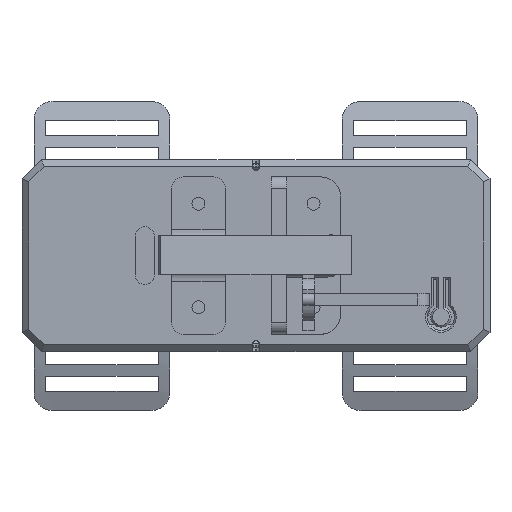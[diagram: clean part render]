
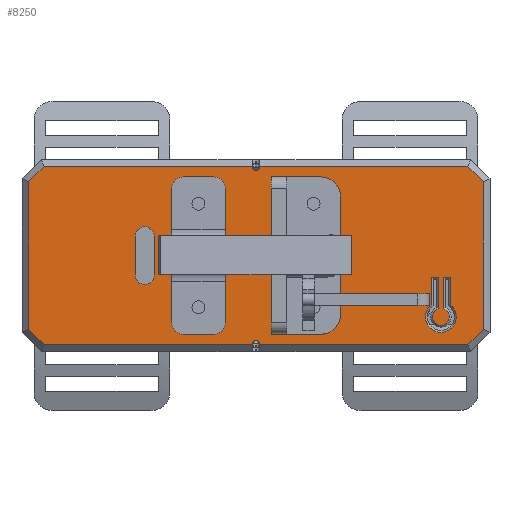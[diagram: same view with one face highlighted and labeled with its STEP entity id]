
A CAD part, top view. The second image highlights one B-rep face of the part: STEP entity #8250.
In plain terms, the highlighted planar face has unit normal (0, 0, 1).
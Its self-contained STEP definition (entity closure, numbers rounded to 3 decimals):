
#105=FACE_BOUND('',#1165,.T.);
#106=FACE_BOUND('',#1166,.T.);
#107=FACE_BOUND('',#1167,.T.);
#108=FACE_BOUND('',#1168,.T.);
#109=FACE_BOUND('',#1169,.T.);
#110=FACE_BOUND('',#1170,.T.);
#332=PLANE('',#8882);
#694=FACE_OUTER_BOUND('',#1164,.T.);
#1164=EDGE_LOOP('',(#6358,#6359,#6360,#6361,#6362,#6363,#6364,#6365,#6366,
#6367,#6368,#6369));
#1165=EDGE_LOOP('',(#6370));
#1166=EDGE_LOOP('',(#6371));
#1167=EDGE_LOOP('',(#6372,#6373,#6374,#6375));
#1168=EDGE_LOOP('',(#6376));
#1169=EDGE_LOOP('',(#6377));
#1170=EDGE_LOOP('',(#6378,#6379,#6380,#6381,#6382,#6383,#6384,#6385));
#1801=LINE('',#12741,#2641);
#1804=LINE('',#12747,#2644);
#1808=LINE('',#12770,#2648);
#1810=LINE('',#12773,#2650);
#1813=LINE('',#12779,#2653);
#1816=LINE('',#12783,#2656);
#1825=LINE('',#12807,#2665);
#1826=LINE('',#12809,#2666);
#1827=LINE('',#12811,#2667);
#1828=LINE('',#12813,#2668);
#1829=LINE('',#12815,#2669);
#1830=LINE('',#12819,#2670);
#1831=LINE('',#12821,#2671);
#1832=LINE('',#12823,#2672);
#1833=LINE('',#12825,#2673);
#1834=LINE('',#12826,#2674);
#1835=LINE('',#12833,#2675);
#1836=LINE('',#12837,#2676);
#2641=VECTOR('',#10201,10.);
#2644=VECTOR('',#10206,10.);
#2648=VECTOR('',#10218,10.);
#2650=VECTOR('',#10222,10.);
#2653=VECTOR('',#10227,10.);
#2656=VECTOR('',#10232,10.);
#2665=VECTOR('',#10255,10.);
#2666=VECTOR('',#10256,10.);
#2667=VECTOR('',#10257,10.);
#2668=VECTOR('',#10258,10.);
#2669=VECTOR('',#10259,10.);
#2670=VECTOR('',#10262,10.);
#2671=VECTOR('',#10263,10.);
#2672=VECTOR('',#10264,10.);
#2673=VECTOR('',#10265,10.);
#2674=VECTOR('',#10266,10.);
#2675=VECTOR('',#10271,10.);
#2676=VECTOR('',#10274,10.);
#3294=CIRCLE('',#8866,2.2);
#3296=CIRCLE('',#8871,4.);
#3299=CIRCLE('',#8883,1.);
#3300=CIRCLE('',#8884,1.);
#3301=CIRCLE('',#8885,3.);
#3302=CIRCLE('',#8886,3.);
#3303=CIRCLE('',#8887,2.5);
#3304=CIRCLE('',#8888,2.5);
#3305=CIRCLE('',#8889,3.);
#3306=CIRCLE('',#8890,3.);
#3752=VERTEX_POINT('',#12725);
#3753=VERTEX_POINT('',#12726);
#3756=VERTEX_POINT('',#12740);
#3758=VERTEX_POINT('',#12746);
#3760=VERTEX_POINT('',#12752);
#3761=VERTEX_POINT('',#12753);
#3765=VERTEX_POINT('',#12769);
#3767=VERTEX_POINT('',#12778);
#3773=VERTEX_POINT('',#12803);
#3774=VERTEX_POINT('',#12804);
#3775=VERTEX_POINT('',#12806);
#3776=VERTEX_POINT('',#12808);
#3777=VERTEX_POINT('',#12810);
#3778=VERTEX_POINT('',#12812);
#3779=VERTEX_POINT('',#12814);
#3780=VERTEX_POINT('',#12816);
#3781=VERTEX_POINT('',#12818);
#3782=VERTEX_POINT('',#12820);
#3783=VERTEX_POINT('',#12822);
#3784=VERTEX_POINT('',#12824);
#3785=VERTEX_POINT('',#12827);
#3786=VERTEX_POINT('',#12829);
#3787=VERTEX_POINT('',#12831);
#3788=VERTEX_POINT('',#12832);
#3789=VERTEX_POINT('',#12834);
#3790=VERTEX_POINT('',#12836);
#3791=VERTEX_POINT('',#12839);
#3792=VERTEX_POINT('',#12841);
#4689=EDGE_CURVE('',#3752,#3753,#3294,.T.);
#4693=EDGE_CURVE('',#3753,#3756,#1801,.T.);
#4696=EDGE_CURVE('',#3756,#3758,#1804,.T.);
#4699=EDGE_CURVE('',#3760,#3761,#3296,.T.);
#4704=EDGE_CURVE('',#3761,#3765,#1808,.T.);
#4706=EDGE_CURVE('',#3758,#3760,#1810,.T.);
#4709=EDGE_CURVE('',#3765,#3767,#1813,.T.);
#4712=EDGE_CURVE('',#3767,#3752,#1816,.T.);
#4722=EDGE_CURVE('',#3773,#3774,#3299,.T.);
#4723=EDGE_CURVE('',#3775,#3774,#1825,.T.);
#4724=EDGE_CURVE('',#3776,#3775,#1826,.T.);
#4725=EDGE_CURVE('',#3777,#3776,#1827,.T.);
#4726=EDGE_CURVE('',#3778,#3777,#1828,.T.);
#4727=EDGE_CURVE('',#3779,#3778,#1829,.T.);
#4728=EDGE_CURVE('',#3779,#3780,#3300,.T.);
#4729=EDGE_CURVE('',#3781,#3780,#1830,.T.);
#4730=EDGE_CURVE('',#3782,#3781,#1831,.T.);
#4731=EDGE_CURVE('',#3783,#3782,#1832,.T.);
#4732=EDGE_CURVE('',#3784,#3783,#1833,.T.);
#4733=EDGE_CURVE('',#3773,#3784,#1834,.T.);
#4734=EDGE_CURVE('',#3785,#3785,#3301,.T.);
#4735=EDGE_CURVE('',#3786,#3786,#3302,.T.);
#4736=EDGE_CURVE('',#3787,#3788,#1835,.T.);
#4737=EDGE_CURVE('',#3788,#3789,#3303,.T.);
#4738=EDGE_CURVE('',#3789,#3790,#1836,.T.);
#4739=EDGE_CURVE('',#3790,#3787,#3304,.T.);
#4740=EDGE_CURVE('',#3791,#3791,#3305,.T.);
#4741=EDGE_CURVE('',#3792,#3792,#3306,.T.);
#6358=ORIENTED_EDGE('',*,*,#4722,.T.);
#6359=ORIENTED_EDGE('',*,*,#4723,.F.);
#6360=ORIENTED_EDGE('',*,*,#4724,.F.);
#6361=ORIENTED_EDGE('',*,*,#4725,.F.);
#6362=ORIENTED_EDGE('',*,*,#4726,.F.);
#6363=ORIENTED_EDGE('',*,*,#4727,.F.);
#6364=ORIENTED_EDGE('',*,*,#4728,.T.);
#6365=ORIENTED_EDGE('',*,*,#4729,.F.);
#6366=ORIENTED_EDGE('',*,*,#4730,.F.);
#6367=ORIENTED_EDGE('',*,*,#4731,.F.);
#6368=ORIENTED_EDGE('',*,*,#4732,.F.);
#6369=ORIENTED_EDGE('',*,*,#4733,.F.);
#6370=ORIENTED_EDGE('',*,*,#4734,.F.);
#6371=ORIENTED_EDGE('',*,*,#4735,.F.);
#6372=ORIENTED_EDGE('',*,*,#4736,.T.);
#6373=ORIENTED_EDGE('',*,*,#4737,.T.);
#6374=ORIENTED_EDGE('',*,*,#4738,.T.);
#6375=ORIENTED_EDGE('',*,*,#4739,.T.);
#6376=ORIENTED_EDGE('',*,*,#4740,.F.);
#6377=ORIENTED_EDGE('',*,*,#4741,.F.);
#6378=ORIENTED_EDGE('',*,*,#4699,.F.);
#6379=ORIENTED_EDGE('',*,*,#4706,.F.);
#6380=ORIENTED_EDGE('',*,*,#4696,.F.);
#6381=ORIENTED_EDGE('',*,*,#4693,.F.);
#6382=ORIENTED_EDGE('',*,*,#4689,.F.);
#6383=ORIENTED_EDGE('',*,*,#4712,.F.);
#6384=ORIENTED_EDGE('',*,*,#4709,.F.);
#6385=ORIENTED_EDGE('',*,*,#4704,.F.);
#8250=ADVANCED_FACE('',(#694,#105,#106,#107,#108,#109,#110),#332,.T.);
#8866=AXIS2_PLACEMENT_3D('',#12727,#10195,#10196);
#8871=AXIS2_PLACEMENT_3D('',#12754,#10211,#10212);
#8882=AXIS2_PLACEMENT_3D('',#12802,#10251,#10252);
#8883=AXIS2_PLACEMENT_3D('',#12805,#10253,#10254);
#8884=AXIS2_PLACEMENT_3D('',#12817,#10260,#10261);
#8885=AXIS2_PLACEMENT_3D('',#12828,#10267,#10268);
#8886=AXIS2_PLACEMENT_3D('',#12830,#10269,#10270);
#8887=AXIS2_PLACEMENT_3D('',#12835,#10272,#10273);
#8888=AXIS2_PLACEMENT_3D('',#12838,#10275,#10276);
#8889=AXIS2_PLACEMENT_3D('',#12840,#10277,#10278);
#8890=AXIS2_PLACEMENT_3D('',#12842,#10279,#10280);
#10195=DIRECTION('center_axis',(0.,0.,-1.));
#10196=DIRECTION('ref_axis',(1.,0.,0.));
#10201=DIRECTION('',(0.,1.,0.));
#10206=DIRECTION('',(-1.,0.,0.));
#10211=DIRECTION('center_axis',(0.,0.,1.));
#10212=DIRECTION('ref_axis',(1.,0.,0.));
#10218=DIRECTION('',(0.,1.,0.));
#10222=DIRECTION('',(0.,-1.,0.));
#10227=DIRECTION('',(-1.,0.,0.));
#10232=DIRECTION('',(0.,-1.,0.));
#10251=DIRECTION('center_axis',(0.,0.,1.));
#10252=DIRECTION('ref_axis',(1.,0.,0.));
#10253=DIRECTION('center_axis',(0.,0.,-1.));
#10254=DIRECTION('ref_axis',(1.,0.,0.));
#10255=DIRECTION('',(-1.,0.,0.));
#10256=DIRECTION('',(-0.707,-0.707,0.));
#10257=DIRECTION('',(0.,-1.,0.));
#10258=DIRECTION('',(0.707,-0.707,0.));
#10259=DIRECTION('',(1.,0.,0.));
#10260=DIRECTION('center_axis',(0.,0.,-1.));
#10261=DIRECTION('ref_axis',(1.,0.,0.));
#10262=DIRECTION('',(1.,0.,0.));
#10263=DIRECTION('',(0.707,0.707,0.));
#10264=DIRECTION('',(0.,1.,0.));
#10265=DIRECTION('',(-0.707,0.707,0.));
#10266=DIRECTION('',(-1.,0.,0.));
#10267=DIRECTION('center_axis',(0.,0.,1.));
#10268=DIRECTION('ref_axis',(1.,0.,0.));
#10269=DIRECTION('center_axis',(0.,0.,1.));
#10270=DIRECTION('ref_axis',(1.,0.,0.));
#10271=DIRECTION('',(0.,-1.,0.));
#10272=DIRECTION('center_axis',(0.,0.,-1.));
#10273=DIRECTION('ref_axis',(-1.,0.,0.));
#10274=DIRECTION('',(0.,1.,0.));
#10275=DIRECTION('center_axis',(0.,0.,-1.));
#10276=DIRECTION('ref_axis',(1.,0.,0.));
#10277=DIRECTION('center_axis',(0.,0.,1.));
#10278=DIRECTION('ref_axis',(1.,0.,0.));
#10279=DIRECTION('center_axis',(0.,0.,1.));
#10280=DIRECTION('ref_axis',(1.,0.,0.));
#12725=CARTESIAN_POINT('',(48.9,-13.914,56.));
#12726=CARTESIAN_POINT('',(47.5,-13.914,56.));
#12727=CARTESIAN_POINT('Origin',(48.2,-16.,56.));
#12740=CARTESIAN_POINT('',(47.5,-5.628,56.));
#12741=CARTESIAN_POINT('',(47.5,-3.064,56.));
#12746=CARTESIAN_POINT('',(45.7,-5.628,56.));
#12747=CARTESIAN_POINT('',(23.1,-5.628,56.));
#12752=CARTESIAN_POINT('',(45.7,-12.878,56.));
#12753=CARTESIAN_POINT('',(50.7,-12.878,56.));
#12754=CARTESIAN_POINT('Origin',(48.2,-16.,56.));
#12769=CARTESIAN_POINT('',(50.7,-5.628,56.));
#12770=CARTESIAN_POINT('',(50.7,-3.064,56.));
#12773=CARTESIAN_POINT('',(45.7,-6.564,56.));
#12778=CARTESIAN_POINT('',(48.9,-5.628,56.));
#12779=CARTESIAN_POINT('',(24.7,-5.628,56.));
#12783=CARTESIAN_POINT('',(48.9,-6.791,56.));
#12802=CARTESIAN_POINT('Origin',(0.,0.,56.));
#12803=CARTESIAN_POINT('',(-1.,-23.2,56.));
#12804=CARTESIAN_POINT('',(1.,-23.2,56.));
#12805=CARTESIAN_POINT('Origin',(0.,-23.2,56.));
#12806=CARTESIAN_POINT('',(55.254,-23.2,56.));
#12807=CARTESIAN_POINT('',(-28.,-23.2,56.));
#12808=CARTESIAN_POINT('',(59.2,-19.254,56.));
#12809=CARTESIAN_POINT('',(46.977,-31.477,56.));
#12810=CARTESIAN_POINT('',(59.2,19.254,56.));
#12811=CARTESIAN_POINT('',(59.2,-10.,56.));
#12812=CARTESIAN_POINT('',(55.254,23.2,56.));
#12813=CARTESIAN_POINT('',(49.477,28.977,56.));
#12814=CARTESIAN_POINT('',(1.,23.2,56.));
#12815=CARTESIAN_POINT('',(28.,23.2,56.));
#12816=CARTESIAN_POINT('',(-1.,23.2,56.));
#12817=CARTESIAN_POINT('Origin',(0.,23.2,56.));
#12818=CARTESIAN_POINT('',(-55.254,23.2,56.));
#12819=CARTESIAN_POINT('',(28.,23.2,56.));
#12820=CARTESIAN_POINT('',(-59.2,19.254,56.));
#12821=CARTESIAN_POINT('',(-46.977,31.477,56.));
#12822=CARTESIAN_POINT('',(-59.2,-19.254,56.));
#12823=CARTESIAN_POINT('',(-59.2,10.,56.));
#12824=CARTESIAN_POINT('',(-55.254,-23.2,56.));
#12825=CARTESIAN_POINT('',(-49.477,-28.977,56.));
#12826=CARTESIAN_POINT('',(-28.,-23.2,56.));
#12827=CARTESIAN_POINT('',(12.,-13.5,56.));
#12828=CARTESIAN_POINT('Origin',(15.,-13.5,56.));
#12829=CARTESIAN_POINT('',(-18.,13.5,56.));
#12830=CARTESIAN_POINT('Origin',(-15.,13.5,56.));
#12831=CARTESIAN_POINT('',(-26.5,5.,56.));
#12832=CARTESIAN_POINT('',(-26.5,-5.,56.));
#12833=CARTESIAN_POINT('',(-26.5,2.5,56.));
#12834=CARTESIAN_POINT('',(-31.5,-5.,56.));
#12835=CARTESIAN_POINT('Origin',(-29.,-5.,56.));
#12836=CARTESIAN_POINT('',(-31.5,5.,56.));
#12837=CARTESIAN_POINT('',(-31.5,-2.5,56.));
#12838=CARTESIAN_POINT('Origin',(-29.,5.,56.));
#12839=CARTESIAN_POINT('',(12.,13.5,56.));
#12840=CARTESIAN_POINT('Origin',(15.,13.5,56.));
#12841=CARTESIAN_POINT('',(-18.,-13.5,56.));
#12842=CARTESIAN_POINT('Origin',(-15.,-13.5,56.));
